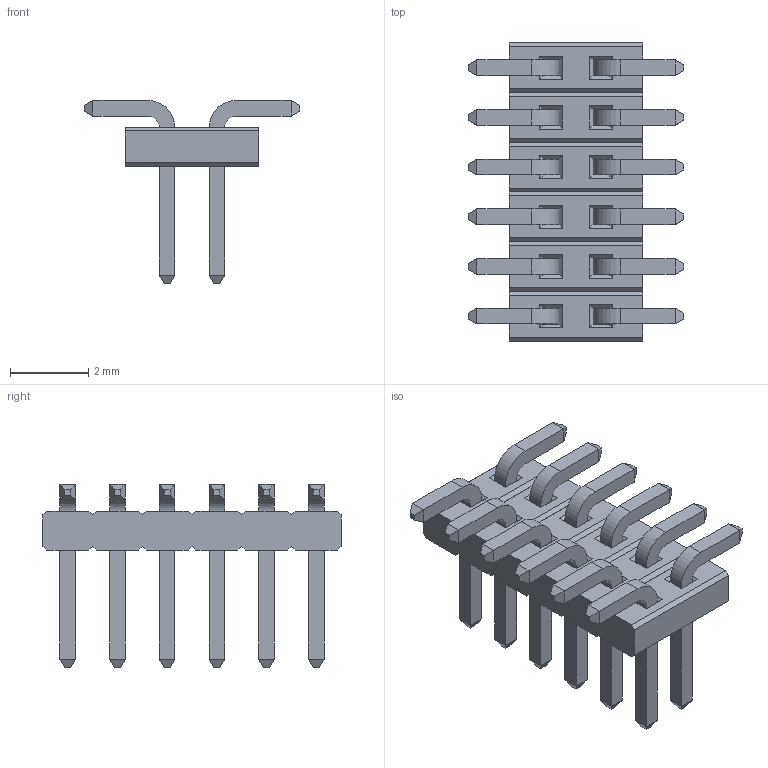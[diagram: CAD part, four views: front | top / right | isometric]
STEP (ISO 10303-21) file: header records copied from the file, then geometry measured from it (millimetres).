
FILE_DESCRIPTION((''),'2;1');
FILE_NAME('M50-360_ASM','2011-08-05T',('wbourne'),(''),'PRO/ENGINEER BY PARAMETRIC TECHNOLOGY CORPORATION, 2010280','PRO/ENGINEER BY PARAMETRIC TECHNOLOGY CORPORATION, 2010280','');
FILE_SCHEMA(('CONFIG_CONTROL_DESIGN','SHAPE_APPEARANCE_LAYERS_GROUPS'));
Length unit declared in the file: millimetre
Products named in the file (3): M50-350-MLD; M50-360-CONTACT; M50-360_ASM
Assembly tree (13 placements, depth 2):
  M50-360_ASM
    M50-350-MLD
    M50-360-CONTACT  x12
Bounding box: 5.5 x 7.62 x 4.68 mm (x, y, z)
Volume: 35.1 mm3; surface area: 210.2 mm2
Topology: 13 solids, 13 shells, 460 faces, 1074 edges, 652 vertices
Faces by surface type: plane 436, cylinder 24
Entity records: 7652 total; most frequent: CARTESIAN_POINT 1025, ORIENTED_EDGE 1004, DIRECTION 952, PRESENTATION_STYLE_ASSIGNMENT 513, STYLED_ITEM 504, CURVE_STYLE 502, EDGE_CURVE 502, VECTOR 498
